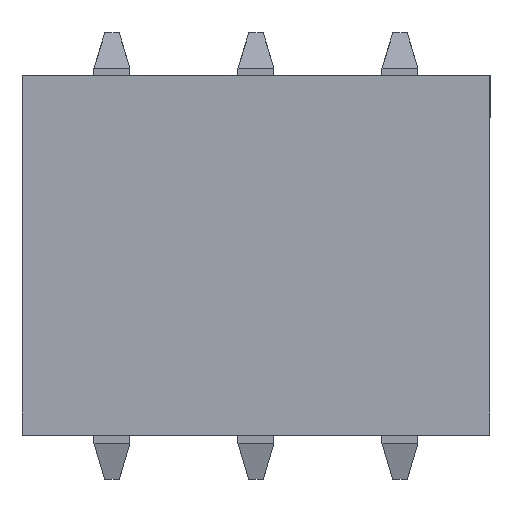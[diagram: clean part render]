
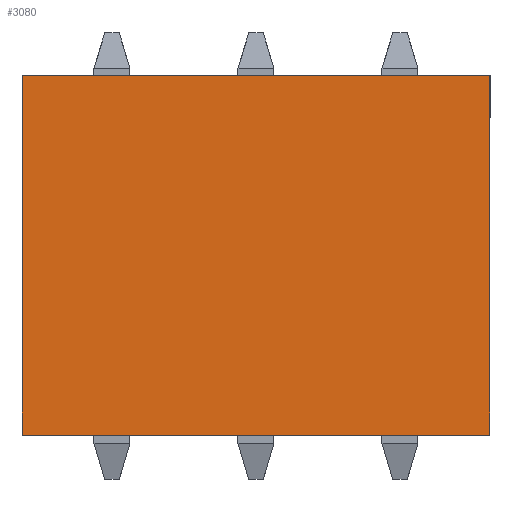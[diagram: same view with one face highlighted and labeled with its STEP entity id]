
A CAD part, top view. The second image highlights one B-rep face of the part: STEP entity #3080.
In plain terms, the highlighted planar face has unit normal (0, 0, 1).
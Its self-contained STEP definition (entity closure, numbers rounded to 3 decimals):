
#815=ORIENTED_EDGE('',*,*,#1294,.T.);
#816=ORIENTED_EDGE('',*,*,#1261,.F.);
#817=ORIENTED_EDGE('',*,*,#1292,.F.);
#818=ORIENTED_EDGE('',*,*,#1265,.T.);
#1261=EDGE_CURVE('',#1557,#1558,#1949,.T.);
#1265=EDGE_CURVE('',#1562,#1561,#1953,.T.);
#1292=EDGE_CURVE('',#1562,#1557,#1977,.T.);
#1294=EDGE_CURVE('',#1561,#1558,#1979,.T.);
#1557=VERTEX_POINT('',#4795);
#1558=VERTEX_POINT('',#4797);
#1561=VERTEX_POINT('',#4804);
#1562=VERTEX_POINT('',#4806);
#1949=LINE('',#4796,#2363);
#1953=LINE('',#4805,#2367);
#1977=LINE('',#4858,#2391);
#1979=LINE('',#4862,#2393);
#2363=VECTOR('',#3947,1000.);
#2367=VECTOR('',#3953,1000.);
#2391=VECTOR('',#3985,1000.);
#2393=VECTOR('',#3989,1000.);
#2587=EDGE_LOOP('',(#815,#816,#817,#818));
#2761=FACE_BOUND('',#2587,.T.);
#2921=PLANE('',#3295);
#3080=ADVANCED_FACE('',(#2761),#2921,.F.);
#3295=AXIS2_PLACEMENT_3D('',#4910,#4017,#4018);
#3947=DIRECTION('',(0.,1.,0.));
#3953=DIRECTION('',(0.,1.,0.));
#3985=DIRECTION('',(-1.,0.,0.));
#3989=DIRECTION('',(-1.,0.,0.));
#4017=DIRECTION('',(0.,0.,-1.));
#4018=DIRECTION('',(-1.,0.,0.));
#4795=CARTESIAN_POINT('',(-2.5,-3.25,2.25));
#4796=CARTESIAN_POINT('',(-2.5,-3.25,2.25));
#4797=CARTESIAN_POINT('',(-2.5,3.25,2.25));
#4804=CARTESIAN_POINT('',(2.5,3.25,2.25));
#4805=CARTESIAN_POINT('',(2.5,-3.25,2.25));
#4806=CARTESIAN_POINT('',(2.5,-3.25,2.25));
#4858=CARTESIAN_POINT('',(2.5,-3.25,2.25));
#4862=CARTESIAN_POINT('',(2.5,3.25,2.25));
#4910=CARTESIAN_POINT('',(2.5,-3.25,2.25));
